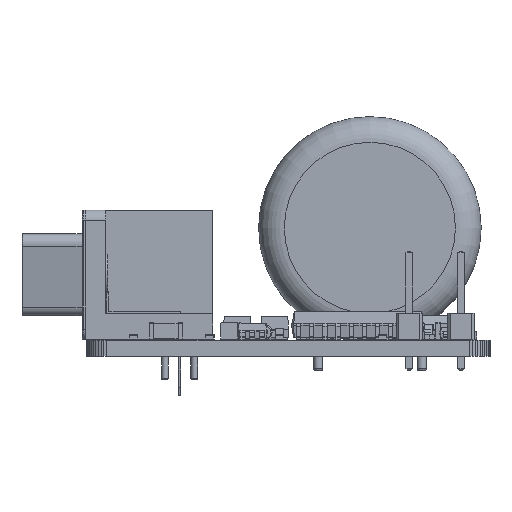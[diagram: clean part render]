
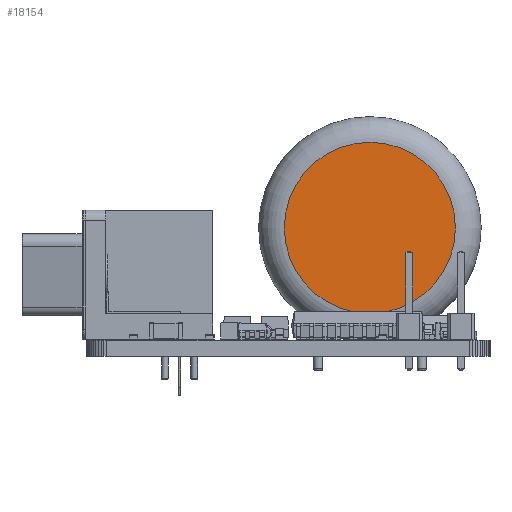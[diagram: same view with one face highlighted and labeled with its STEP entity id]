
A CAD part, left-side view. The second image highlights one B-rep face of the part: STEP entity #18154.
In plain terms, the highlighted face is planar.
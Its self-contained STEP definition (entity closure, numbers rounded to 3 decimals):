
#17354 = TOROIDAL_SURFACE('',#17355,8.262,2.488);
#17355 = AXIS2_PLACEMENT_3D('',#17356,#17357,#17358);
#17356 = CARTESIAN_POINT('',(5.,-1.137,10.78));
#17357 = DIRECTION('',(0.,-1.,0.));
#17358 = DIRECTION('',(1.,0.,0.));
#17762 = VERTEX_POINT('',#17763);
#17763 = CARTESIAN_POINT('',(13.262,-3.625,10.78));
#17785 = EDGE_CURVE('',#17762,#17762,#17786,.T.);
#17786 = SURFACE_CURVE('',#17787,(#17792,#17799),.PCURVE_S1.);
#17787 = CIRCLE('',#17788,8.262);
#17788 = AXIS2_PLACEMENT_3D('',#17789,#17790,#17791);
#17789 = CARTESIAN_POINT('',(5.,-3.625,10.78));
#17790 = DIRECTION('',(0.,-1.,0.));
#17791 = DIRECTION('',(1.,0.,0.));
#17792 = PCURVE('',#17354,#17793);
#17793 = DEFINITIONAL_REPRESENTATION('',(#17794),#17798);
#17794 = LINE('',#17795,#17796);
#17795 = CARTESIAN_POINT('',(0.,1.571));
#17796 = VECTOR('',#17797,1.);
#17797 = DIRECTION('',(1.,0.));
#17798 = ( GEOMETRIC_REPRESENTATION_CONTEXT(2) 
PARAMETRIC_REPRESENTATION_CONTEXT() REPRESENTATION_CONTEXT('2D SPACE',''
  ) );
#17799 = PCURVE('',#17800,#17805);
#17800 = PLANE('',#17801);
#17801 = AXIS2_PLACEMENT_3D('',#17802,#17803,#17804);
#17802 = CARTESIAN_POINT('',(5.,-3.625,10.78));
#17803 = DIRECTION('',(0.,-1.,0.));
#17804 = DIRECTION('',(0.,0.,-1.));
#17805 = DEFINITIONAL_REPRESENTATION('',(#17806),#17810);
#17806 = CIRCLE('',#17807,8.262);
#17807 = AXIS2_PLACEMENT_2D('',#17808,#17809);
#17808 = CARTESIAN_POINT('',(0.,0.));
#17809 = DIRECTION('',(0.,1.));
#17810 = ( GEOMETRIC_REPRESENTATION_CONTEXT(2) 
PARAMETRIC_REPRESENTATION_CONTEXT() REPRESENTATION_CONTEXT('2D SPACE',''
  ) );
#18154 = ADVANCED_FACE('',(#18155),#17800,.T.);
#18155 = FACE_BOUND('',#18156,.T.);
#18156 = EDGE_LOOP('',(#18157));
#18157 = ORIENTED_EDGE('',*,*,#17785,.T.);
